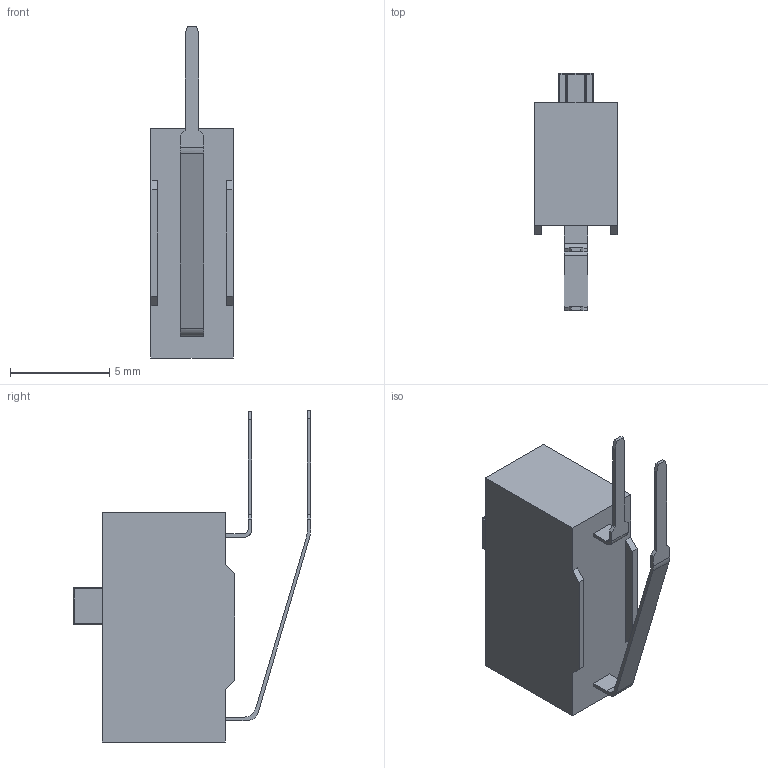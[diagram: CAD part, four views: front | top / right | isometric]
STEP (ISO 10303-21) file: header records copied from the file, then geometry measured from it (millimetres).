
FILE_DESCRIPTION(('FreeCAD Model'),'2;1');
FILE_NAME('Open CASCADE Shape Model','2025-04-30T10:06:39',('FreeCAD'),( 'FreeCAD'),'Open CASCADE STEP processor 7.6','FreeCAD','Unknown');
FILE_SCHEMA(('AUTOMOTIVE_DESIGN { 1 0 10303 214 1 1 1 1 }'));
Length unit declared in the file: millimetre
Products named in the file (1): Open CASCADE STEP translator 7.6 1
Bounding box: 4.15 x 11.97 x 16.76 mm (x, y, z)
Volume: 306.7 mm3; surface area: 382.7 mm2
Topology: 1 solids, 1 shells, 131 faces, 339 edges, 210 vertices
Faces by surface type: bspline 131
Entity records: 4310 total; most frequent: CARTESIAN_POINT 2325, ORIENTED_EDGE 662, EDGE_CURVE 331, B_SPLINE_CURVE_WITH_KNOTS 267, VERTEX_POINT 210, FACE_BOUND 139, EDGE_LOOP 139, ADVANCED_FACE 131
